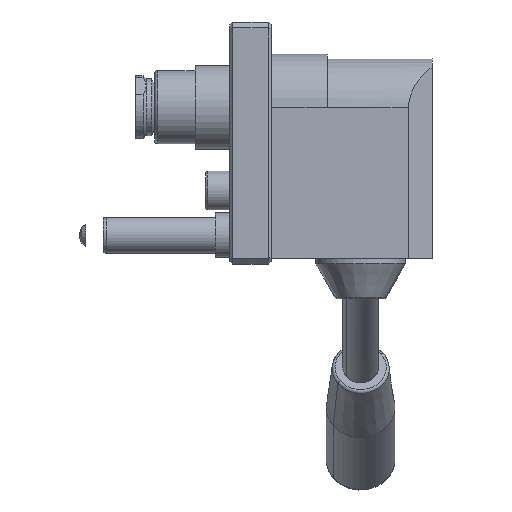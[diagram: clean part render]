
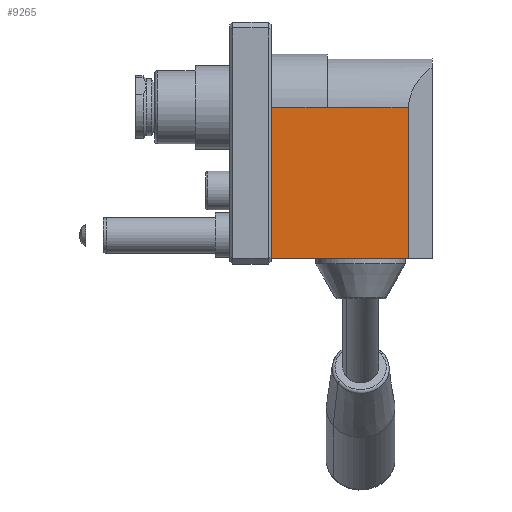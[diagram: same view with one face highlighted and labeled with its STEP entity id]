
A CAD part, front view. The second image highlights one B-rep face of the part: STEP entity #9265.
In plain terms, the highlighted planar face has unit normal (0, -1, 0).
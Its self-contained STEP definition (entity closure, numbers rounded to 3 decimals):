
#801=LINE('',#11932,#1505);
#803=LINE('',#11940,#1507);
#808=LINE('',#11951,#1512);
#810=LINE('',#11955,#1514);
#812=LINE('',#11958,#1516);
#1505=VECTOR('',#10343,10.);
#1507=VECTOR('',#10353,10.);
#1512=VECTOR('',#10364,10.);
#1514=VECTOR('',#10368,10.);
#1516=VECTOR('',#10372,10.);
#2363=FACE_OUTER_BOUND('',#2894,.T.);
#2894=EDGE_LOOP('',(#5950,#5951,#5952,#5953,#5954));
#3646=VERTEX_POINT('',#11924);
#3649=VERTEX_POINT('',#11930);
#3651=VERTEX_POINT('',#11938);
#3654=VERTEX_POINT('',#11950);
#3655=VERTEX_POINT('',#11954);
#4547=EDGE_CURVE('',#3646,#3649,#801,.T.);
#4551=EDGE_CURVE('',#3649,#3651,#803,.T.);
#4556=EDGE_CURVE('',#3646,#3654,#808,.T.);
#4558=EDGE_CURVE('',#3655,#3654,#810,.T.);
#4560=EDGE_CURVE('',#3655,#3651,#812,.T.);
#5950=ORIENTED_EDGE('',*,*,#4547,.T.);
#5951=ORIENTED_EDGE('',*,*,#4551,.T.);
#5952=ORIENTED_EDGE('',*,*,#4560,.F.);
#5953=ORIENTED_EDGE('',*,*,#4558,.T.);
#5954=ORIENTED_EDGE('',*,*,#4556,.F.);
#8508=PLANE('',#9851);
#9265=ADVANCED_FACE('',(#2363),#8508,.T.);
#9851=AXIS2_PLACEMENT_3D('',#11957,#10370,#10371);
#10343=DIRECTION('',(-1.,0.,0.));
#10353=DIRECTION('',(-1.,0.,0.));
#10364=DIRECTION('',(0.,0.,-1.));
#10368=DIRECTION('',(1.,0.,0.));
#10370=DIRECTION('center_axis',(0.,-1.,0.));
#10371=DIRECTION('ref_axis',(0.,0.,
-1.));
#10372=DIRECTION('',(0.,0.,1.));
#11924=CARTESIAN_POINT('',(45.7,-17.8,12.));
#11930=CARTESIAN_POINT('',(18.7,-17.8,12.));
#11932=CARTESIAN_POINT('',(0.,-17.8,12.));
#11938=CARTESIAN_POINT('',(0.,-17.8,12.));
#11940=CARTESIAN_POINT('',(0.,-17.8,12.));
#11950=CARTESIAN_POINT('',(45.7,-17.8,-38.5));
#11951=CARTESIAN_POINT('',(45.7,-17.8,12.725));
#11954=CARTESIAN_POINT('',(0.,-17.8,-38.5));
#11955=CARTESIAN_POINT('',(0.,-17.8,-38.5));
#11957=CARTESIAN_POINT('Origin',(0.,-17.8,29.8));
#11958=CARTESIAN_POINT('',(0.,-17.8,14.9));
